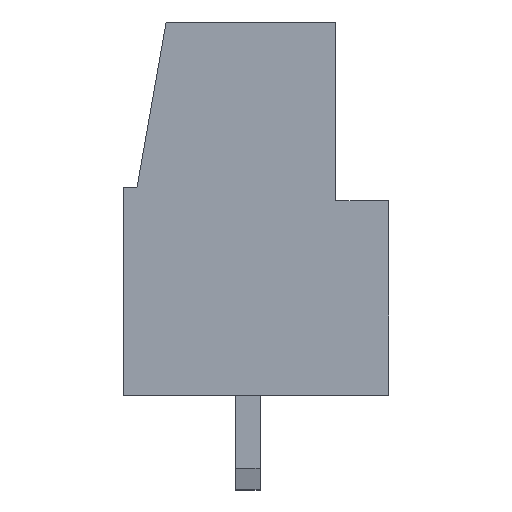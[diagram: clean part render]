
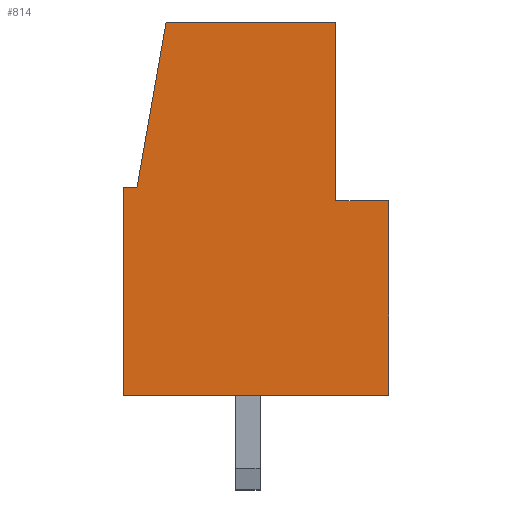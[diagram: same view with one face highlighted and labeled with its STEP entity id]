
A CAD part, left-side view. The second image highlights one B-rep face of the part: STEP entity #814.
In plain terms, the highlighted planar face has unit normal (-1, 0, 0).
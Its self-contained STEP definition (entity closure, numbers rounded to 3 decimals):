
#814 = ADVANCED_FACE( 'F0', ( #1665 ), #1666, .T. );
#1665 = FACE_OUTER_BOUND( '', #2551, .T. );
#1666 = PLANE( '', #2552 );
#2551 = EDGE_LOOP( '', ( #4785, #4786, #4787, #4788, #4789, #4790, #4791, #4792 ) );
#2552 = AXIS2_PLACEMENT_3D( '', #4793, #4794, #4795 );
#4785 = ORIENTED_EDGE( '', *, *, #6122, .T. );
#4786 = ORIENTED_EDGE( '', *, *, #5443, .T. );
#4787 = ORIENTED_EDGE( '', *, *, #6161, .T. );
#4788 = ORIENTED_EDGE( '', *, *, #5667, .F. );
#4789 = ORIENTED_EDGE( '', *, *, #5898, .T. );
#4790 = ORIENTED_EDGE( '', *, *, #6030, .T. );
#4791 = ORIENTED_EDGE( '', *, *, #6187, .T. );
#4792 = ORIENTED_EDGE( '', *, *, #6099, .T. );
#4793 = CARTESIAN_POINT( '', ( -2.54, 0., 0. ) );
#4794 = DIRECTION( '', ( -1., 0., 0. ) );
#4795 = DIRECTION( '', ( 0., 0., 1. ) );
#5443 = EDGE_CURVE( '', #6577, #6575, #6578, .T. );
#5667 = EDGE_CURVE( '', #6938, #6940, #6941, .T. );
#5898 = EDGE_CURVE( '', #6938, #7275, #7277, .T. );
#6030 = EDGE_CURVE( '', #7275, #7448, #7449, .T. );
#6099 = EDGE_CURVE( '', #7529, #7527, #7530, .T. );
#6122 = EDGE_CURVE( '', #7527, #6577, #7557, .T. );
#6161 = EDGE_CURVE( '', #6575, #6940, #7602, .T. );
#6187 = EDGE_CURVE( '', #7448, #7529, #7629, .T. );
#6575 = VERTEX_POINT( '', #8159 );
#6577 = VERTEX_POINT( '', #8162 );
#6578 = LINE( '', #8163, #8164 );
#6938 = VERTEX_POINT( '', #8694 );
#6940 = VERTEX_POINT( '', #8697 );
#6941 = LINE( '', #8698, #8699 );
#7275 = VERTEX_POINT( '', #9201 );
#7277 = LINE( '', #9204, #9205 );
#7448 = VERTEX_POINT( '', #9461 );
#7449 = LINE( '', #9462, #9463 );
#7527 = VERTEX_POINT( '', #9582 );
#7529 = VERTEX_POINT( '', #9585 );
#7530 = LINE( '', #9586, #9587 );
#7557 = LINE( '', #9624, #9625 );
#7602 = LINE( '', #9688, #9689 );
#7629 = LINE( '', #9728, #9729 );
#8159 = CARTESIAN_POINT( '', ( -2.54, 0., 7.7 ) );
#8162 = CARTESIAN_POINT( '', ( -2.54, -0.5, 7.7 ) );
#8163 = CARTESIAN_POINT( '', ( -2.54, 0., 7.7 ) );
#8164 = VECTOR( '', #10000, 1000. );
#8694 = CARTESIAN_POINT( '', ( -2.54, -9.8, 0. ) );
#8697 = CARTESIAN_POINT( '', ( -2.54, 0., 0. ) );
#8698 = CARTESIAN_POINT( '', ( -2.54, 0., 0. ) );
#8699 = VECTOR( '', #10187, 1000. );
#9201 = CARTESIAN_POINT( '', ( -2.54, -9.8, 7.2 ) );
#9204 = CARTESIAN_POINT( '', ( -2.54, -9.8, -11.5 ) );
#9205 = VECTOR( '', #10381, 1000. );
#9461 = CARTESIAN_POINT( '', ( -2.54, -7.85, 7.2 ) );
#9462 = CARTESIAN_POINT( '', ( -2.54, 0., 7.2 ) );
#9463 = VECTOR( '', #10482, 1000. );
#9582 = CARTESIAN_POINT( '', ( -2.54, -1.576, 13.8 ) );
#9585 = CARTESIAN_POINT( '', ( -2.54, -7.85, 13.8 ) );
#9586 = CARTESIAN_POINT( '', ( -2.54, 0., 13.8 ) );
#9587 = VECTOR( '', #10528, 1000. );
#9624 = CARTESIAN_POINT( '', ( -2.54, 2.885, -11.5 ) );
#9625 = VECTOR( '', #10548, 1000. );
#9688 = CARTESIAN_POINT( '', ( -2.54, 0., -11.5 ) );
#9689 = VECTOR( '', #10576, 1000. );
#9728 = CARTESIAN_POINT( '', ( -2.54, -7.85, -11.5 ) );
#9729 = VECTOR( '', #10589, 1000. );
#10000 = DIRECTION( '', ( 0., 1., 0. ) );
#10187 = DIRECTION( '', ( 0., 1., 0. ) );
#10381 = DIRECTION( '', ( 0., 0., 1. ) );
#10482 = DIRECTION( '', ( 0., 1., 0. ) );
#10528 = DIRECTION( '', ( 0., 1., 0. ) );
#10548 = DIRECTION( '', ( 0., 0.174, -0.985 ) );
#10576 = DIRECTION( '', ( 0., 0., -1. ) );
#10589 = DIRECTION( '', ( 0., 0., 1. ) );
